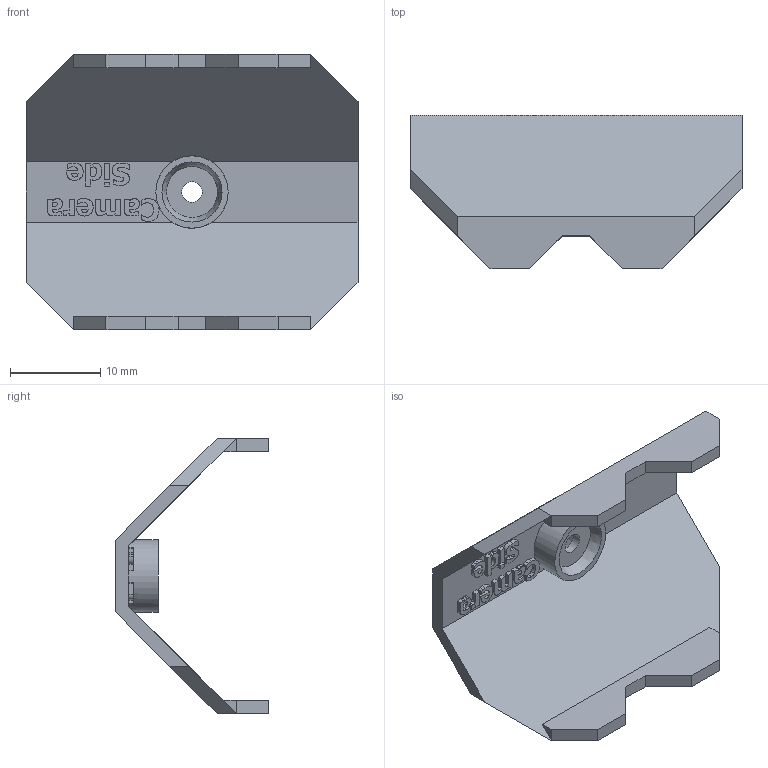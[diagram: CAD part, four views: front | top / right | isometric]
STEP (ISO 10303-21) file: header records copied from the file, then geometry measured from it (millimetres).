
FILE_DESCRIPTION(/* description */ ('','CAx-IF Rec.Pracs.---Representation and Presentation of Product Manufacturing Information (PMI)---4.0---2014-10-13'),/* implementation_level */ '2;1');
FILE_NAME(/* name */ 'Gripper_Base_Shield_Camera_Side.stp',/* time_stamp */ '2026-02-01T17:07:28+03:00',/* author */ ('Dmitry'),/* organization */ (''),/* preprocessor_version */ 'ST-DEVELOPER v19.2',/* originating_system */ 'Autodesk Inventor 2024',/* authorisation */ '');
FILE_SCHEMA (('AP242_MANAGED_MODEL_BASED_3D_ENGINEERING_MIM_LF { 1 0 10303 442 1 1 4 }'));
Length unit declared in the file: millimetre
Products named in the file (1): Gripper_Base_Shield_Camera_Side
Bounding box: 36.75 x 17 x 30.5 mm (x, y, z)
Volume: 2421.5 mm3; surface area: 3506.8 mm2
Topology: 1 solids, 1 shells, 226 faces, 618 edges, 412 vertices
Faces by surface type: plane 118, bspline 104, cone 2, cylinder 2
Full cylindrical faces by diameter (mm): 2.25 x1, 8 x1
Entity records: 8366 total; most frequent: CARTESIAN_POINT 3042, ORIENTED_EDGE 1236, DIRECTION 706, EDGE_CURVE 618, VERTEX_POINT 412, LINE 398, VECTOR 398, EDGE_LOOP 246
